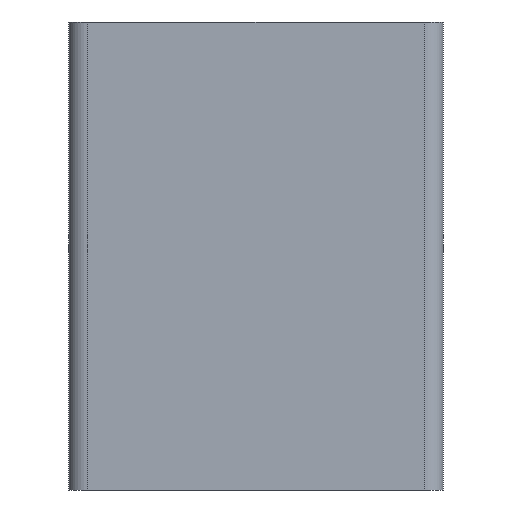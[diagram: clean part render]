
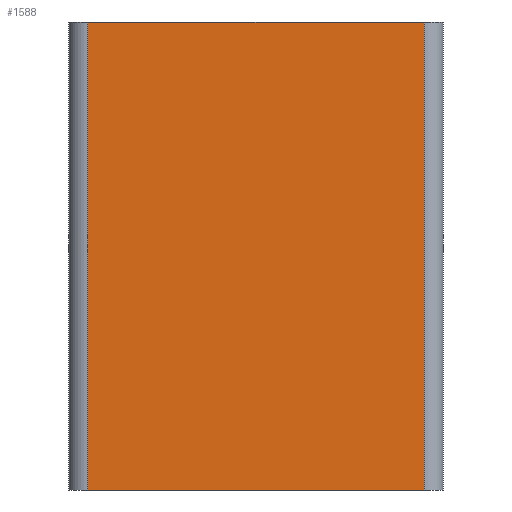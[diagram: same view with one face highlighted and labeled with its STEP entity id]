
A CAD part, front view. The second image highlights one B-rep face of the part: STEP entity #1588.
In plain terms, the highlighted planar face has unit normal (0, -1, 0).
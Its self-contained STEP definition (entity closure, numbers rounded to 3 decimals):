
#26 = VERTEX_POINT ( 'NONE', #708 ) ;
#175 = CARTESIAN_POINT ( 'NONE',  ( -18., -5., 25. ) ) ;
#179 = DIRECTION ( 'NONE',  ( 1., 0., 0. ) ) ;
#188 = LINE ( 'NONE', #1073, #566 ) ;
#310 = DIRECTION ( 'NONE',  ( -1., 0., 0. ) ) ;
#321 = LINE ( 'NONE', #175, #1486 ) ;
#343 = FACE_OUTER_BOUND ( 'NONE', #1538, .T. ) ;
#362 = ORIENTED_EDGE ( 'NONE', *, *, #1491, .T. ) ;
#382 = VERTEX_POINT ( 'NONE', #1175 ) ;
#512 = EDGE_CURVE ( 'NONE', #382, #864, #672, .T. ) ;
#519 = CARTESIAN_POINT ( 'NONE',  ( 18., -5., 25. ) ) ;
#566 = VECTOR ( 'NONE', #179, 1000. ) ;
#617 = ORIENTED_EDGE ( 'NONE', *, *, #1064, .F. ) ;
#634 = DIRECTION ( 'NONE',  ( 1., 0., 0. ) ) ;
#664 = AXIS2_PLACEMENT_3D ( 'NONE', #1549, #943, #310 ) ;
#672 = LINE ( 'NONE', #519, #1224 ) ;
#687 = VECTOR ( 'NONE', #634, 1000. ) ;
#708 = CARTESIAN_POINT ( 'NONE',  ( -18., -5., -25. ) ) ;
#864 = VERTEX_POINT ( 'NONE', #986 ) ;
#943 = DIRECTION ( 'NONE',  ( 0., 1., 0. ) ) ;
#986 = CARTESIAN_POINT ( 'NONE',  ( 18., -5., -25. ) ) ;
#998 = ORIENTED_EDGE ( 'NONE', *, *, #512, .F. ) ;
#1053 = CARTESIAN_POINT ( 'NONE',  ( -18., -5., 25. ) ) ;
#1064 = EDGE_CURVE ( 'NONE', #1752, #382, #1527, .T. ) ;
#1073 = CARTESIAN_POINT ( 'NONE',  ( -18., -5., -25. ) ) ;
#1175 = CARTESIAN_POINT ( 'NONE',  ( 18., -5., 25. ) ) ;
#1224 = VECTOR ( 'NONE', #1721, 1000. ) ;
#1486 = VECTOR ( 'NONE', #1804, 1000. ) ;
#1491 = EDGE_CURVE ( 'NONE', #26, #864, #188, .T. ) ;
#1527 = LINE ( 'NONE', #1053, #687 ) ;
#1538 = EDGE_LOOP ( 'NONE', ( #362, #998, #617, #1651 ) ) ;
#1549 = CARTESIAN_POINT ( 'NONE',  ( -18., -5., 25. ) ) ;
#1588 = ADVANCED_FACE ( 'NONE', ( #343 ), #1669, .F. ) ;
#1617 = CARTESIAN_POINT ( 'NONE',  ( -18., -5., 25. ) ) ;
#1651 = ORIENTED_EDGE ( 'NONE', *, *, #1952, .T. ) ;
#1669 = PLANE ( 'NONE',  #664 ) ;
#1721 = DIRECTION ( 'NONE',  ( 0., 0., -1. ) ) ;
#1752 = VERTEX_POINT ( 'NONE', #1617 ) ;
#1804 = DIRECTION ( 'NONE',  ( 0., 0., -1. ) ) ;
#1952 = EDGE_CURVE ( 'NONE', #1752, #26, #321, .T. ) ;
